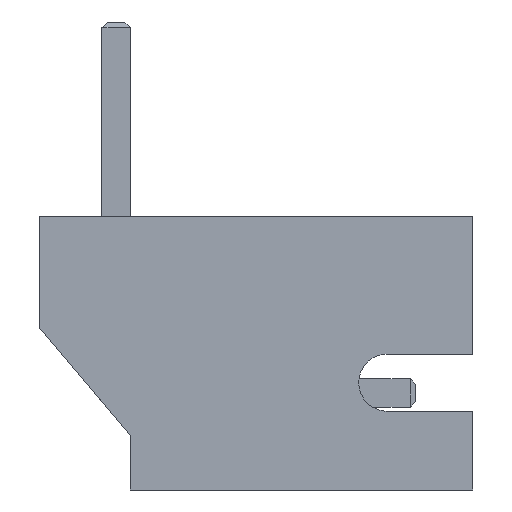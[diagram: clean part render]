
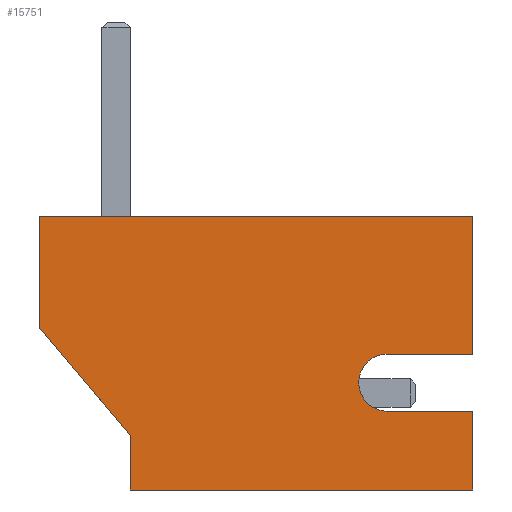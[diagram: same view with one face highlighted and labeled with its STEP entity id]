
A CAD part, left-side view. The second image highlights one B-rep face of the part: STEP entity #15751.
In plain terms, the highlighted planar face has unit normal (-1, 0, 0).
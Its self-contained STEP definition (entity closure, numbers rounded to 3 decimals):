
#33 = VECTOR ( 'NONE', #1365, 1000. ) ;
#280 = VECTOR ( 'NONE', #15518, 1000. ) ;
#286 = FACE_OUTER_BOUND ( 'NONE', #7209, .T. ) ;
#296 = VECTOR ( 'NONE', #11889, 1000. ) ;
#825 = ORIENTED_EDGE ( 'NONE', *, *, #14823, .F. ) ;
#1138 = CARTESIAN_POINT ( 'NONE',  ( -1.95, 4.8, -6.25 ) ) ;
#1365 = DIRECTION ( 'NONE',  ( 0., 1., 0. ) ) ;
#1713 = VECTOR ( 'NONE', #17601, 1000. ) ;
#2290 = CARTESIAN_POINT ( 'NONE',  ( -1.95, 2.42, -6.25 ) ) ;
#2458 = CARTESIAN_POINT ( 'NONE',  ( -1.95, 3.85, -0.25 ) ) ;
#3366 = CARTESIAN_POINT ( 'NONE',  ( -1.95, 4.8, -6.25 ) ) ;
#3414 = LINE ( 'NONE', #15661, #15890 ) ;
#3726 = AXIS2_PLACEMENT_3D ( 'NONE', #10446, #4647, #16591 ) ;
#4210 = CARTESIAN_POINT ( 'NONE',  ( -1.95, 2.42, -4.75 ) ) ;
#4586 = CARTESIAN_POINT ( 'NONE',  ( -1.95, 0., 1.35 ) ) ;
#4647 = DIRECTION ( 'NONE',  ( -1., 0., 0. ) ) ;
#4766 = LINE ( 'NONE', #11949, #33 ) ;
#4974 = PLANE ( 'NONE',  #6554 ) ;
#5062 = VERTEX_POINT ( 'NONE', #2458 ) ;
#5245 = VERTEX_POINT ( 'NONE', #14160 ) ;
#5820 = LINE ( 'NONE', #13006, #296 ) ;
#5943 = EDGE_CURVE ( 'NONE', #5245, #11282, #13410, .T. ) ;
#6079 = CARTESIAN_POINT ( 'NONE',  ( -1.95, 3.85, -0.25 ) ) ;
#6554 = AXIS2_PLACEMENT_3D ( 'NONE', #9361, #11077, #8070 ) ;
#6864 = VERTEX_POINT ( 'NONE', #2290 ) ;
#6945 = VERTEX_POINT ( 'NONE', #18279 ) ;
#7209 = EDGE_LOOP ( 'NONE', ( #10571, #7460, #13470, #825, #15180, #12375, #13169, #14679, #17715, #10080 ) ) ;
#7460 = ORIENTED_EDGE ( 'NONE', *, *, #13923, .F. ) ;
#7463 = DIRECTION ( 'NONE',  ( 0., 0., -1. ) ) ;
#7759 = LINE ( 'NONE', #12032, #9261 ) ;
#7941 = EDGE_CURVE ( 'NONE', #17272, #6864, #10957, .T. ) ;
#8006 = VECTOR ( 'NONE', #15680, 1000. ) ;
#8048 = EDGE_CURVE ( 'NONE', #17272, #16388, #5820, .T. ) ;
#8070 = DIRECTION ( 'NONE',  ( 0., -1., 0. ) ) ;
#8196 = LINE ( 'NONE', #9686, #8006 ) ;
#8642 = CARTESIAN_POINT ( 'NONE',  ( -1.95, 0., 1.35 ) ) ;
#9261 = VECTOR ( 'NONE', #7463, 1000. ) ;
#9361 = CARTESIAN_POINT ( 'NONE',  ( -1.95, 4.8, -6.25 ) ) ;
#9686 = CARTESIAN_POINT ( 'NONE',  ( -1.95, 2.42, -6.25 ) ) ;
#9799 = VERTEX_POINT ( 'NONE', #13672 ) ;
#9986 = EDGE_CURVE ( 'NONE', #5062, #11282, #3414, .T. ) ;
#10080 = ORIENTED_EDGE ( 'NONE', *, *, #5943, .F. ) ;
#10446 = CARTESIAN_POINT ( 'NONE',  ( -1.95, 2.92, -4.75 ) ) ;
#10451 = VECTOR ( 'NONE', #13745, 1000. ) ;
#10571 = ORIENTED_EDGE ( 'NONE', *, *, #17167, .F. ) ;
#10596 = DIRECTION ( 'NONE',  ( 0., 1., 0. ) ) ;
#10743 = EDGE_CURVE ( 'NONE', #16388, #6945, #16436, .T. ) ;
#10957 = LINE ( 'NONE', #3366, #280 ) ;
#11077 = DIRECTION ( 'NONE',  ( 1., 0., 0. ) ) ;
#11282 = VERTEX_POINT ( 'NONE', #16687 ) ;
#11367 = VERTEX_POINT ( 'NONE', #18781 ) ;
#11488 = VERTEX_POINT ( 'NONE', #4210 ) ;
#11889 = DIRECTION ( 'NONE',  ( 0., 0., 1. ) ) ;
#11949 = CARTESIAN_POINT ( 'NONE',  ( -1.95, 4.8, -6.25 ) ) ;
#12032 = CARTESIAN_POINT ( 'NONE',  ( -1.95, 3.42, -6.25 ) ) ;
#12149 = LINE ( 'NONE', #6079, #10451 ) ;
#12375 = ORIENTED_EDGE ( 'NONE', *, *, #8048, .T. ) ;
#13006 = CARTESIAN_POINT ( 'NONE',  ( -1.95, 0., -6.25 ) ) ;
#13169 = ORIENTED_EDGE ( 'NONE', *, *, #10743, .T. ) ;
#13410 = LINE ( 'NONE', #1138, #1713 ) ;
#13470 = ORIENTED_EDGE ( 'NONE', *, *, #17448, .F. ) ;
#13672 = CARTESIAN_POINT ( 'NONE',  ( -1.95, 3.42, -6.25 ) ) ;
#13745 = DIRECTION ( 'NONE',  ( 0., 0.765, -0.644 ) ) ;
#13923 = EDGE_CURVE ( 'NONE', #11367, #9799, #7759, .T. ) ;
#14080 = DIRECTION ( 'NONE',  ( 0., 1., 0. ) ) ;
#14160 = CARTESIAN_POINT ( 'NONE',  ( -1.95, 4.8, -6.25 ) ) ;
#14679 = ORIENTED_EDGE ( 'NONE', *, *, #18025, .T. ) ;
#14823 = EDGE_CURVE ( 'NONE', #6864, #11488, #8196, .T. ) ;
#15180 = ORIENTED_EDGE ( 'NONE', *, *, #7941, .F. ) ;
#15336 = CARTESIAN_POINT ( 'NONE',  ( -1.95, 0., -6.25 ) ) ;
#15518 = DIRECTION ( 'NONE',  ( 0., 1., 0. ) ) ;
#15661 = CARTESIAN_POINT ( 'NONE',  ( -1.95, 4.8, -0.25 ) ) ;
#15680 = DIRECTION ( 'NONE',  ( 0., 0., 1. ) ) ;
#15751 = ADVANCED_FACE ( 'NONE', ( #286 ), #4974, .F. ) ;
#15818 = CIRCLE ( 'NONE', #3726, 0.5 ) ;
#15890 = VECTOR ( 'NONE', #14080, 1000. ) ;
#16388 = VERTEX_POINT ( 'NONE', #8642 ) ;
#16436 = LINE ( 'NONE', #4586, #19154 ) ;
#16591 = DIRECTION ( 'NONE',  ( 0., 1., 0. ) ) ;
#16687 = CARTESIAN_POINT ( 'NONE',  ( -1.95, 4.8, -0.25 ) ) ;
#17167 = EDGE_CURVE ( 'NONE', #9799, #5245, #4766, .T. ) ;
#17272 = VERTEX_POINT ( 'NONE', #15336 ) ;
#17448 = EDGE_CURVE ( 'NONE', #11488, #11367, #15818, .T. ) ;
#17601 = DIRECTION ( 'NONE',  ( 0., 0., 1. ) ) ;
#17715 = ORIENTED_EDGE ( 'NONE', *, *, #9986, .T. ) ;
#18025 = EDGE_CURVE ( 'NONE', #6945, #5062, #12149, .T. ) ;
#18279 = CARTESIAN_POINT ( 'NONE',  ( -1.95, 1.95, 1.35 ) ) ;
#18781 = CARTESIAN_POINT ( 'NONE',  ( -1.95, 3.42, -4.75 ) ) ;
#19154 = VECTOR ( 'NONE', #10596, 1000. ) ;
